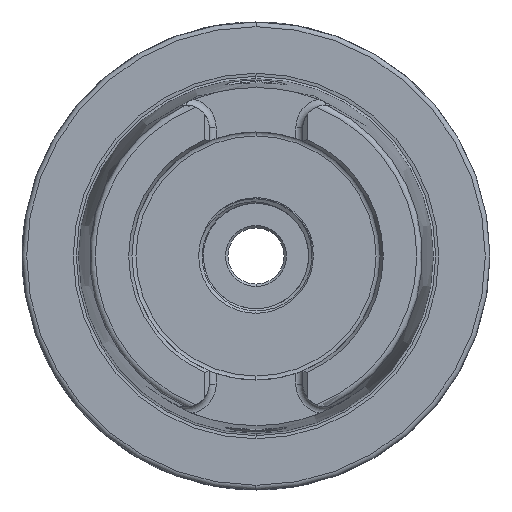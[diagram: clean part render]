
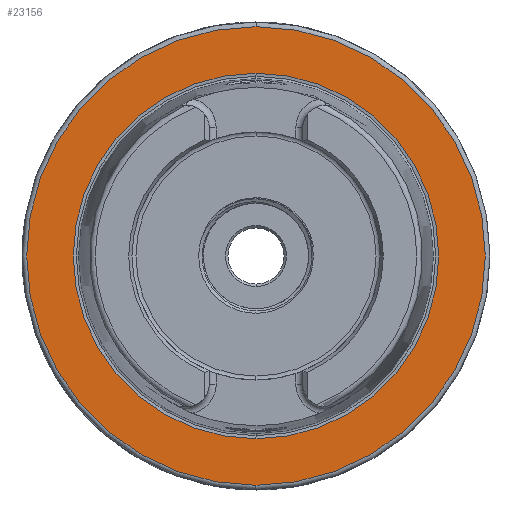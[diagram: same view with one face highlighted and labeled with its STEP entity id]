
A CAD part, left-side view. The second image highlights one B-rep face of the part: STEP entity #23156.
In plain terms, the highlighted planar face has unit normal (-1, 0, 0).
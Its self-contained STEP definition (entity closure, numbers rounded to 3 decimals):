
#2932 = EDGE_CURVE ( 'NONE', #24045, #24047, #16959, .T. ) ;
#2945 = EDGE_CURVE ( 'NONE', #24037, #24033, #16918, .T. ) ;
#3224 = CARTESIAN_POINT ( 'NONE',  ( 0., 0., 49. ) ) ;
#3229 = CARTESIAN_POINT ( 'NONE',  ( 0., 0., 39.054 ) ) ;
#3234 = CARTESIAN_POINT ( 'NONE',  ( 0., 0., -49. ) ) ;
#3242 = CARTESIAN_POINT ( 'NONE',  ( 0., 0., -39.054 ) ) ;
#13816 = CARTESIAN_POINT ( 'NONE',  ( 0., 39.054, 0. ) ) ;
#13823 = DIRECTION ( 'NONE',  ( 0., 0., 1. ) ) ;
#13841 = PLANE ( 'NONE',  #14665 ) ;
#13842 = DIRECTION ( 'NONE',  ( -1., 0., 0. ) ) ;
#14436 = AXIS2_PLACEMENT_3D ( 'NONE', #23753, #23740, #23736 ) ;
#14487 = AXIS2_PLACEMENT_3D ( 'NONE', #23273, #23276, #23231 ) ;
#14516 = AXIS2_PLACEMENT_3D ( 'NONE', #24845, #24838, #24867 ) ;
#14517 = AXIS2_PLACEMENT_3D ( 'NONE', #24860, #24865, #24858 ) ;
#14665 = AXIS2_PLACEMENT_3D ( 'NONE', #13816, #13842, #13823 ) ;
#15187 = EDGE_LOOP ( 'NONE', ( #21268, #21249 ) ) ;
#15196 = EDGE_LOOP ( 'NONE', ( #21261, #21288 ) ) ;
#16918 = CIRCLE ( 'NONE', #14487, 39.054 ) ;
#16959 = CIRCLE ( 'NONE', #14436, 49. ) ;
#19684 = EDGE_CURVE ( 'NONE', #24047, #24045, #21969, .T. ) ;
#19688 = EDGE_CURVE ( 'NONE', #24033, #24037, #21981, .T. ) ;
#21249 = ORIENTED_EDGE ( 'NONE', *, *, #2932, .T. ) ;
#21261 = ORIENTED_EDGE ( 'NONE', *, *, #19688, .T. ) ;
#21268 = ORIENTED_EDGE ( 'NONE', *, *, #19684, .T. ) ;
#21288 = ORIENTED_EDGE ( 'NONE', *, *, #2945, .T. ) ;
#21969 = CIRCLE ( 'NONE', #14517, 49. ) ;
#21981 = CIRCLE ( 'NONE', #14516, 39.054 ) ;
#22738 = FACE_BOUND ( 'NONE', #15196, .T. ) ;
#22780 = FACE_OUTER_BOUND ( 'NONE', #15187, .T. ) ;
#23156 = ADVANCED_FACE ( 'NONE', ( #22780, #22738 ), #13841, .T. ) ;
#23231 = DIRECTION ( 'NONE',  ( 0., 0., -1. ) ) ;
#23273 = CARTESIAN_POINT ( 'NONE',  ( 0., 0., 0. ) ) ;
#23276 = DIRECTION ( 'NONE',  ( 1., 0., 0. ) ) ;
#23736 = DIRECTION ( 'NONE',  ( 0., 0., 1. ) ) ;
#23740 = DIRECTION ( 'NONE',  ( -1., 0., 0. ) ) ;
#23753 = CARTESIAN_POINT ( 'NONE',  ( 0., 0., 0. ) ) ;
#24033 = VERTEX_POINT ( 'NONE', #3229 ) ;
#24037 = VERTEX_POINT ( 'NONE', #3242 ) ;
#24045 = VERTEX_POINT ( 'NONE', #3234 ) ;
#24047 = VERTEX_POINT ( 'NONE', #3224 ) ;
#24838 = DIRECTION ( 'NONE',  ( 1., 0., 0. ) ) ;
#24845 = CARTESIAN_POINT ( 'NONE',  ( 0., 0., 0. ) ) ;
#24858 = DIRECTION ( 'NONE',  ( 0., 0., 1. ) ) ;
#24860 = CARTESIAN_POINT ( 'NONE',  ( 0., 0., 0. ) ) ;
#24865 = DIRECTION ( 'NONE',  ( -1., 0., 0. ) ) ;
#24867 = DIRECTION ( 'NONE',  ( 0., 0., -1. ) ) ;
